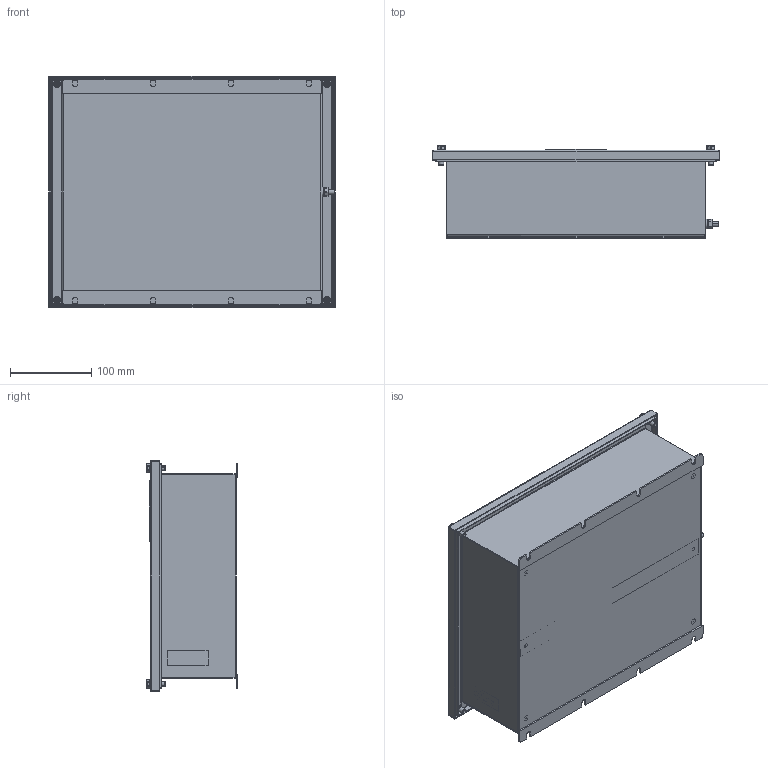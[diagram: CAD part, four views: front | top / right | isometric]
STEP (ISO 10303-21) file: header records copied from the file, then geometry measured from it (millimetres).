
FILE_DESCRIPTION (( 'STEP AP214' ), '1' );
FILE_NAME ('TEF105845XX Junction Box.STEP', '2025-01-20T12:34:48', ( '' ), ( '' ), 'SwSTEP 2.0', 'SolidWorks 2022', '' );
FILE_SCHEMA (( 'AUTOMOTIVE_DESIGN' ));
Length unit declared in the file: millimetre
Products named in the file (1): TEF105845XX Junction Box
Bounding box: 353 x 113 x 285 mm (x, y, z)
Volume: 502924.8 mm3; surface area: 798353.9 mm2
Topology: 27 solids, 27 shells, 2104 faces, 5348 edges, 3467 vertices
Faces by surface type: plane 1365, bspline 381, cylinder 249, cone 97, torus 12
Entity records: 105447 total; most frequent: CARTESIAN_POINT 33432, ORIENTED_EDGE 10672, DIRECTION 8535, EDGE_CURVE 5336, VECTOR 3855, LINE 3855, VERTEX_POINT 3467, EDGE_LOOP 2373
